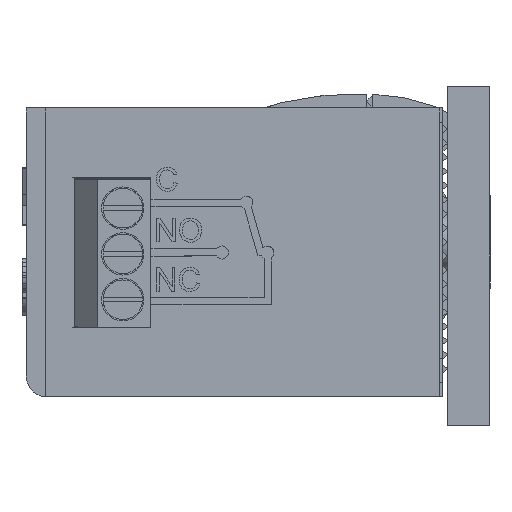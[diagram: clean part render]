
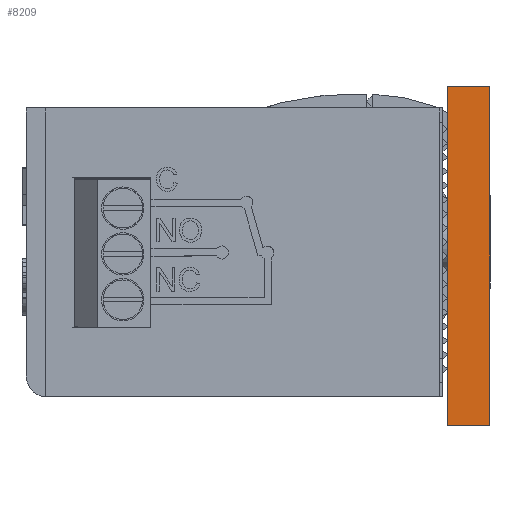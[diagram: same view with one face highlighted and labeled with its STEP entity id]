
A CAD part, front view. The second image highlights one B-rep face of the part: STEP entity #8209.
In plain terms, the highlighted planar face has unit normal (0, -1, 0).
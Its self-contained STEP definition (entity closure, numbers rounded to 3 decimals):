
#19 = EDGE_CURVE ( 'NONE', #14378, #62680, #33201, .T. ) ;
#3763 = DIRECTION ( 'NONE',  ( 0., 0., 1. ) ) ;
#5342 = CARTESIAN_POINT ( 'NONE',  ( -12., -125., 3. ) ) ;
#5378 = VECTOR ( 'NONE', #89494, 1000. ) ;
#6247 = EDGE_CURVE ( 'NONE', #37549, #62680, #44480, .T. ) ;
#7528 = ORIENTED_EDGE ( 'NONE', *, *, #50415, .T. ) ;
#8209 = ADVANCED_FACE ( 'NONE', ( #91983 ), #10907, .F. ) ;
#10907 = PLANE ( 'NONE',  #77746 ) ;
#14378 = VERTEX_POINT ( 'NONE', #82143 ) ;
#20419 = VERTEX_POINT ( 'NONE', #5342 ) ;
#26200 = DIRECTION ( 'NONE',  ( 0., 1., 0. ) ) ;
#29735 = CARTESIAN_POINT ( 'NONE',  ( -12., -125., 0. ) ) ;
#30983 = ORIENTED_EDGE ( 'NONE', *, *, #6247, .T. ) ;
#33201 = LINE ( 'NONE', #77518, #46913 ) ;
#35643 = CARTESIAN_POINT ( 'NONE',  ( 12., -125., 0. ) ) ;
#35696 = DIRECTION ( 'NONE',  ( 0., 0., -1. ) ) ;
#37549 = VERTEX_POINT ( 'NONE', #37763 ) ;
#37763 = CARTESIAN_POINT ( 'NONE',  ( -12., -125., 0. ) ) ;
#38299 = ORIENTED_EDGE ( 'NONE', *, *, #42811, .F. ) ;
#39879 = CARTESIAN_POINT ( 'NONE',  ( -12., -125., 3. ) ) ;
#42811 = EDGE_CURVE ( 'NONE', #20419, #14378, #76114, .T. ) ;
#44480 = LINE ( 'NONE', #29735, #77414 ) ;
#44608 = VECTOR ( 'NONE', #35696, 1000. ) ;
#44714 = CARTESIAN_POINT ( 'NONE',  ( -12., -125., 3. ) ) ;
#46913 = VECTOR ( 'NONE', #77048, 1000. ) ;
#50415 = EDGE_CURVE ( 'NONE', #20419, #37549, #71913, .T. ) ;
#62680 = VERTEX_POINT ( 'NONE', #35643 ) ;
#66415 = DIRECTION ( 'NONE',  ( 1., 0., 0. ) ) ;
#71846 = EDGE_LOOP ( 'NONE', ( #30983, #73422, #38299, #7528 ) ) ;
#71913 = LINE ( 'NONE', #44714, #44608 ) ;
#73422 = ORIENTED_EDGE ( 'NONE', *, *, #19, .F. ) ;
#75770 = CARTESIAN_POINT ( 'NONE',  ( -12., -125., 3. ) ) ;
#76114 = LINE ( 'NONE', #39879, #5378 ) ;
#77048 = DIRECTION ( 'NONE',  ( 0., 0., -1. ) ) ;
#77414 = VECTOR ( 'NONE', #66415, 1000. ) ;
#77518 = CARTESIAN_POINT ( 'NONE',  ( 12., -125., 3. ) ) ;
#77746 = AXIS2_PLACEMENT_3D ( 'NONE', #75770, #26200, #3763 ) ;
#82143 = CARTESIAN_POINT ( 'NONE',  ( 12., -125., 3. ) ) ;
#89494 = DIRECTION ( 'NONE',  ( 1., 0., 0. ) ) ;
#91983 = FACE_OUTER_BOUND ( 'NONE', #71846, .T. ) ;
